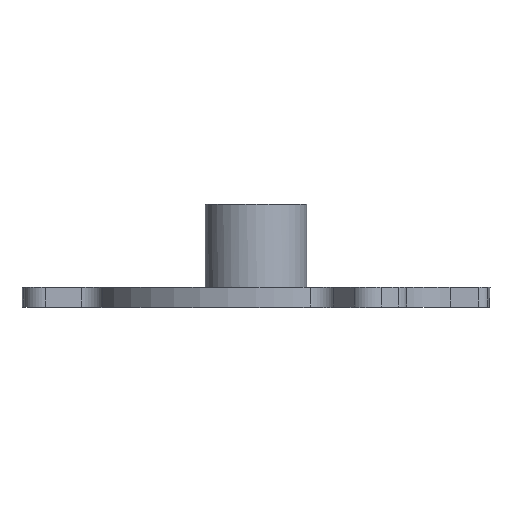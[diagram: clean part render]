
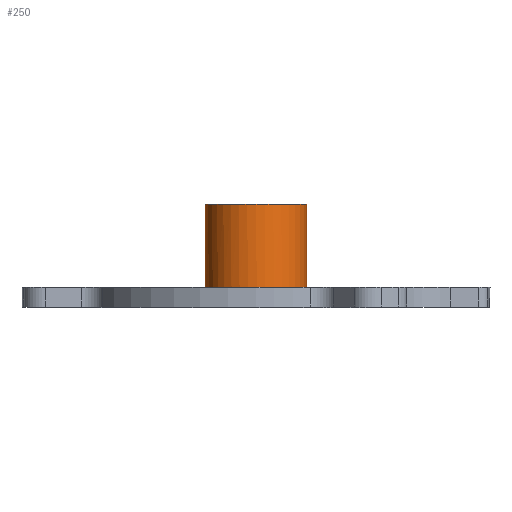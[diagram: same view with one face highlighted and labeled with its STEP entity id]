
A CAD part, top view. The second image highlights one B-rep face of the part: STEP entity #250.
In plain terms, the highlighted cylindrical face has radius 5.1 mm (diameter 10.2 mm), a partial arc.
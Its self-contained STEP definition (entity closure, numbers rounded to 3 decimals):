
#77=CYLINDRICAL_SURFACE('',#1858,5.1);
#157=FACE_OUTER_BOUND('',#381,.T.);
#250=ADVANCED_FACE('',(#157),#77,.T.);
#381=EDGE_LOOP('',(#953,#954,#955,#956,#957));
#535=CIRCLE('',#1854,5.1);
#536=CIRCLE('',#1855,5.1);
#537=CIRCLE('',#1857,5.1);
#953=ORIENTED_EDGE('',*,*,#1441,.T.);
#954=ORIENTED_EDGE('',*,*,#1440,.T.);
#955=ORIENTED_EDGE('',*,*,#1442,.T.);
#956=ORIENTED_EDGE('',*,*,#1443,.T.);
#957=ORIENTED_EDGE('',*,*,#1444,.T.);
#1208=VERTEX_POINT('',#3055);
#1209=VERTEX_POINT('',#3057);
#1210=VERTEX_POINT('',#3059);
#1211=VERTEX_POINT('',#3063);
#1212=VERTEX_POINT('',#3065);
#1440=EDGE_CURVE('',#1210,#1209,#535,.T.);
#1441=EDGE_CURVE('',#1208,#1210,#536,.T.);
#1442=EDGE_CURVE('',#1209,#1211,#1554,.T.);
#1443=EDGE_CURVE('',#1211,#1212,#537,.T.);
#1444=EDGE_CURVE('',#1212,#1208,#1555,.T.);
#1554=LINE('',#3062,#1650);
#1555=LINE('',#3066,#1651);
#1650=VECTOR('',#2351,1.);
#1651=VECTOR('',#2354,1.);
#1854=AXIS2_PLACEMENT_3D('',#3058,#2345,#2346);
#1855=AXIS2_PLACEMENT_3D('',#3060,#2347,#2348);
#1857=AXIS2_PLACEMENT_3D('',#3064,#2352,#2353);
#1858=AXIS2_PLACEMENT_3D('',#3067,#2355,#2356);
#2345=DIRECTION('',(0.,1.,0.));
#2346=DIRECTION('',(-0.999,0.,0.034));
#2347=DIRECTION('',(0.,1.,0.));
#2348=DIRECTION('',(-1.,0.,0.));
#2351=DIRECTION('',(0.,1.,0.));
#2352=DIRECTION('',(0.,-1.,0.));
#2353=DIRECTION('',(1.,0.,0.));
#2354=DIRECTION('',(0.,-1.,0.));
#2355=DIRECTION('',(0.,-1.,0.));
#2356=DIRECTION('',(1.,0.,0.));
#3055=CARTESIAN_POINT('',(-5.1,2.,0.));
#3057=CARTESIAN_POINT('',(5.1,2.,0.));
#3058=CARTESIAN_POINT('',(0.,2.,0.));
#3059=CARTESIAN_POINT('',(-5.097,2.,0.173));
#3060=CARTESIAN_POINT('',(0.,2.,0.));
#3062=CARTESIAN_POINT('',(5.1,2.,0.));
#3063=CARTESIAN_POINT('',(5.1,10.35,0.));
#3064=CARTESIAN_POINT('',(0.,10.35,0.));
#3065=CARTESIAN_POINT('',(-5.1,10.35,0.));
#3066=CARTESIAN_POINT('',(-5.1,10.35,0.));
#3067=CARTESIAN_POINT('',(0.,10.868,0.));
